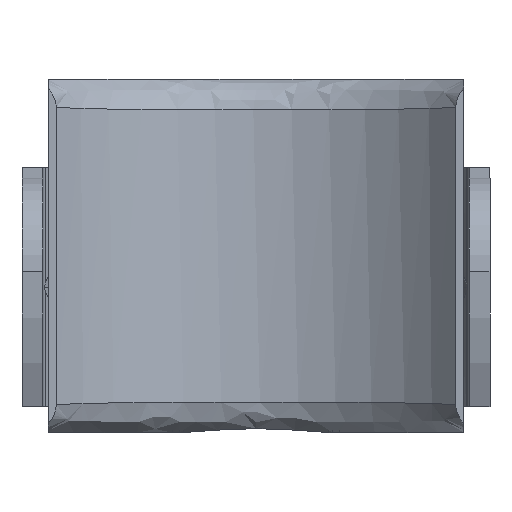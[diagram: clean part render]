
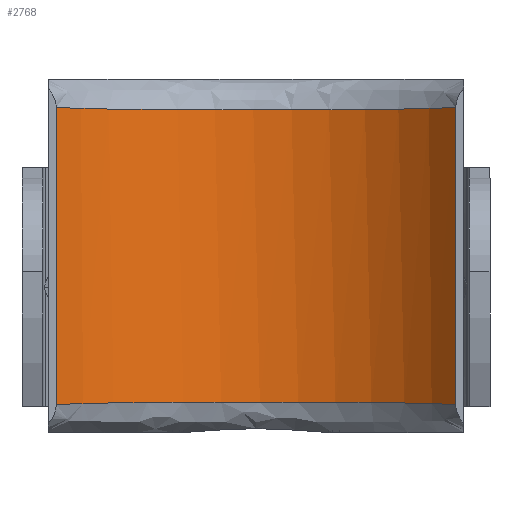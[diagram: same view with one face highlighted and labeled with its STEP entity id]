
A CAD part, front view. The second image highlights one B-rep face of the part: STEP entity #2768.
In plain terms, the highlighted cylindrical face has radius 25 mm (diameter 50 mm), a partial arc.
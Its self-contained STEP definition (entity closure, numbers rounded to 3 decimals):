
#2 = ORIENTED_EDGE ( 'NONE', *, *, #1845, .T. ) ;
#226 = VERTEX_POINT ( 'NONE', #3499 ) ;
#338 = CARTESIAN_POINT ( 'NONE',  ( 12.238, -3.181, 14.101 ) ) ;
#360 = CARTESIAN_POINT ( 'NONE',  ( -10.189, -2.166, 14.079 ) ) ;
#454 = CARTESIAN_POINT ( 'NONE',  ( 7.248, -1.003, -14.058 ) ) ;
#483 = CARTESIAN_POINT ( 'NONE',  ( 8.967, -1.593, -14.068 ) ) ;
#804 = EDGE_LOOP ( 'NONE', ( #2, #1117, #7351, #6241 ) ) ;
#897 = CARTESIAN_POINT ( 'NONE',  ( 8.967, -1.593, 14.068 ) ) ;
#920 = CARTESIAN_POINT ( 'NONE',  ( -13.799, -4.073, 14.121 ) ) ;
#956 = CARTESIAN_POINT ( 'NONE',  ( -7.188, -1.038, -14.058 ) ) ;
#1032 = CARTESIAN_POINT ( 'NONE',  ( -8.923, -1.642, -14.069 ) ) ;
#1117 = ORIENTED_EDGE ( 'NONE', *, *, #2411, .T. ) ;
#1445 = CARTESIAN_POINT ( 'NONE',  ( 19.209, -9., 14.279 ) ) ;
#1464 = CARTESIAN_POINT ( 'NONE',  ( 3.658, -0.201, 14.045 ) ) ;
#1482 = CARTESIAN_POINT ( 'NONE',  ( 3.658, -0.201, -14.045 ) ) ;
#1515 = VERTEX_POINT ( 'NONE', #6136 ) ;
#1569 = CARTESIAN_POINT ( 'NONE',  ( -15.974, -5.763, 14.169 ) ) ;
#1845 = EDGE_CURVE ( 'NONE', #226, #3637, #5229, .T. ) ;
#2000 = CARTESIAN_POINT ( 'NONE',  ( -1.843, 0., 14.042 ) ) ;
#2131 = CARTESIAN_POINT ( 'NONE',  ( -17.007, -6.671, 14.197 ) ) ;
#2411 = EDGE_CURVE ( 'NONE', #3637, #4075, #7057, .T. ) ;
#2560 = CARTESIAN_POINT ( 'NONE',  ( -6.31, -0.792, 14.054 ) ) ;
#2583 = CARTESIAN_POINT ( 'NONE',  ( -9.771, -1.984, -14.076 ) ) ;
#2693 = CARTESIAN_POINT ( 'NONE',  ( -18.621, -8.293, 14.252 ) ) ;
#2768 = ADVANCED_FACE ( 'NONE', ( #3851 ), #3849, .F. ) ;
#2982 = EDGE_CURVE ( 'NONE', #1515, #4075, #3389, .T. ) ;
#3105 = CARTESIAN_POINT ( 'NONE',  ( 16.721, -6.326, 14.184 ) ) ;
#3134 = CARTESIAN_POINT ( 'NONE',  ( -8.492, -1.482, 14.066 ) ) ;
#3166 = DIRECTION ( 'NONE',  ( 0., 0., -1. ) ) ;
#3211 = CARTESIAN_POINT ( 'NONE',  ( -17.007, -6.671, -14.197 ) ) ;
#3256 = CARTESIAN_POINT ( 'NONE',  ( -13.799, -4.073, -14.121 ) ) ;
#3376 = VECTOR ( 'NONE', #5278, 1000. ) ;
#3389 = LINE ( 'NONE', #4389, #3376 ) ;
#3499 = CARTESIAN_POINT ( 'NONE',  ( -19.209, -9., 14.279 ) ) ;
#3637 = VERTEX_POINT ( 'NONE', #4673 ) ;
#3696 = CARTESIAN_POINT ( 'NONE',  ( 13.808, -4.139, 14.124 ) ) ;
#3709 = CARTESIAN_POINT ( 'NONE',  ( -10.189, -2.166, -14.079 ) ) ;
#3716 = CARTESIAN_POINT ( 'NONE',  ( -9.771, -1.984, 14.076 ) ) ;
#3761 = CARTESIAN_POINT ( 'NONE',  ( -15.616, -5.472, -14.16 ) ) ;
#3781 = CARTESIAN_POINT ( 'NONE',  ( 19.209, -9., -14.279 ) ) ;
#3815 = CARTESIAN_POINT ( 'NONE',  ( -3.65, -0.201, -14.045 ) ) ;
#3839 = CARTESIAN_POINT ( 'NONE',  ( -12.248, -3.13, -14.099 ) ) ;
#3849 = CYLINDRICAL_SURFACE ( 'NONE', #4816, 25. ) ;
#3851 = FACE_OUTER_BOUND ( 'NONE', #804, .T. ) ;
#3898 = B_SPLINE_CURVE_WITH_KNOTS ( 'NONE', 3,
 ( #1445, #5385, #3105, #7127, #3696, #338, #4264, #897, #4824, #1464, #5409, #2000, #5987, #2560, #6570, #3134, #7155, #3716, #360, #4290, #920, #4950, #1569, #5538, #2131, #6122, #2693, #6714 ),
 .UNSPECIFIED., .F., .F.,
 ( 4, 2, 2, 2, 2, 2, 2, 2, 2, 2, 2, 2, 2, 4 ),
 ( 0., 0.005, 0.008, 0.011, 0.016, 0.022, 0.027, 0.03, 0.031, 0.033, 0.038, 0.04, 0.041, 0.044 ),
 .UNSPECIFIED. ) ;
#4037 = DIRECTION ( 'NONE',  ( -1., 0., 0. ) ) ;
#4075 = VERTEX_POINT ( 'NONE', #5489 ) ;
#4264 = CARTESIAN_POINT ( 'NONE',  ( 11.434, -2.75, 14.091 ) ) ;
#4290 = CARTESIAN_POINT ( 'NONE',  ( -12.248, -3.13, 14.099 ) ) ;
#4307 = CARTESIAN_POINT ( 'NONE',  ( 16.721, -6.326, -14.184 ) ) ;
#4335 = CARTESIAN_POINT ( 'NONE',  ( -6.31, -0.792, -14.054 ) ) ;
#4358 = CARTESIAN_POINT ( 'NONE',  ( 11.434, -2.75, -14.091 ) ) ;
#4384 = CARTESIAN_POINT ( 'NONE',  ( -8.492, -1.482, -14.066 ) ) ;
#4389 = CARTESIAN_POINT ( 'NONE',  ( 19.209, -9., 17. ) ) ;
#4404 = CARTESIAN_POINT ( 'NONE',  ( 13.808, -4.139, -14.124 ) ) ;
#4609 = DIRECTION ( 'NONE',  ( 0., 0., -1. ) ) ;
#4673 = CARTESIAN_POINT ( 'NONE',  ( -19.209, -9., -14.279 ) ) ;
#4816 = AXIS2_PLACEMENT_3D ( 'NONE', #5082, #4609, #4037 ) ;
#4824 = CARTESIAN_POINT ( 'NONE',  ( 7.248, -1.003, 14.058 ) ) ;
#4843 = CARTESIAN_POINT ( 'NONE',  ( 14.562, -4.658, -14.137 ) ) ;
#4939 = CARTESIAN_POINT ( 'NONE',  ( -18.621, -8.293, -14.252 ) ) ;
#4950 = CARTESIAN_POINT ( 'NONE',  ( -15.616, -5.472, 14.16 ) ) ;
#5082 = CARTESIAN_POINT ( 'NONE',  ( 0., -25., 17. ) ) ;
#5229 = LINE ( 'NONE', #6124, #5286 ) ;
#5278 = DIRECTION ( 'NONE',  ( 0., 0., -1. ) ) ;
#5286 = VECTOR ( 'NONE', #3166, 1000. ) ;
#5385 = CARTESIAN_POINT ( 'NONE',  ( 18.032, -7.586, 14.224 ) ) ;
#5409 = CARTESIAN_POINT ( 'NONE',  ( 1.837, 0., 14.042 ) ) ;
#5434 = CARTESIAN_POINT ( 'NONE',  ( -15.974, -5.763, -14.169 ) ) ;
#5489 = CARTESIAN_POINT ( 'NONE',  ( 19.209, -9., -14.279 ) ) ;
#5504 = CARTESIAN_POINT ( 'NONE',  ( -16.669, -6.362, -14.187 ) ) ;
#5538 = CARTESIAN_POINT ( 'NONE',  ( -16.669, -6.362, 14.187 ) ) ;
#5987 = CARTESIAN_POINT ( 'NONE',  ( -3.65, -0.201, 14.045 ) ) ;
#6122 = CARTESIAN_POINT ( 'NONE',  ( -17.996, -7.623, 14.228 ) ) ;
#6124 = CARTESIAN_POINT ( 'NONE',  ( -19.209, -9., 17. ) ) ;
#6136 = CARTESIAN_POINT ( 'NONE',  ( 19.209, -9., 14.279 ) ) ;
#6140 = CARTESIAN_POINT ( 'NONE',  ( -19.209, -9., -14.279 ) ) ;
#6241 = ORIENTED_EDGE ( 'NONE', *, *, #7285, .T. ) ;
#6563 = CARTESIAN_POINT ( 'NONE',  ( -1.843, 0., -14.042 ) ) ;
#6570 = CARTESIAN_POINT ( 'NONE',  ( -7.188, -1.038, 14.058 ) ) ;
#6592 = CARTESIAN_POINT ( 'NONE',  ( -17.996, -7.623, -14.228 ) ) ;
#6714 = CARTESIAN_POINT ( 'NONE',  ( -19.209, -9., 14.279 ) ) ;
#6729 = CARTESIAN_POINT ( 'NONE',  ( 1.837, 0., -14.042 ) ) ;
#7057 = B_SPLINE_CURVE_WITH_KNOTS ( 'NONE', 3,
 ( #6140, #4939, #6592, #3211, #5504, #5434, #3761, #3256, #3839, #3709, #2583, #1032, #4384, #956, #4335, #3815, #6563, #6729, #1482, #454, #483, #4358, #7275, #4404, #4843, #4307, #7227, #3781 ),
 .UNSPECIFIED., .F., .F.,
 ( 4, 2, 2, 2, 2, 2, 2, 2, 2, 2, 2, 2, 2, 4 ),
 ( 0., 0.003, 0.004, 0.005, 0.011, 0.012, 0.014, 0.016, 0.022, 0.027, 0.033, 0.036, 0.038, 0.044 ),
 .UNSPECIFIED. ) ;
#7127 = CARTESIAN_POINT ( 'NONE',  ( 14.562, -4.658, 14.137 ) ) ;
#7155 = CARTESIAN_POINT ( 'NONE',  ( -8.923, -1.642, 14.069 ) ) ;
#7227 = CARTESIAN_POINT ( 'NONE',  ( 18.032, -7.586, -14.224 ) ) ;
#7275 = CARTESIAN_POINT ( 'NONE',  ( 12.238, -3.181, -14.101 ) ) ;
#7285 = EDGE_CURVE ( 'NONE', #1515, #226, #3898, .T. ) ;
#7351 = ORIENTED_EDGE ( 'NONE', *, *, #2982, .F. ) ;
